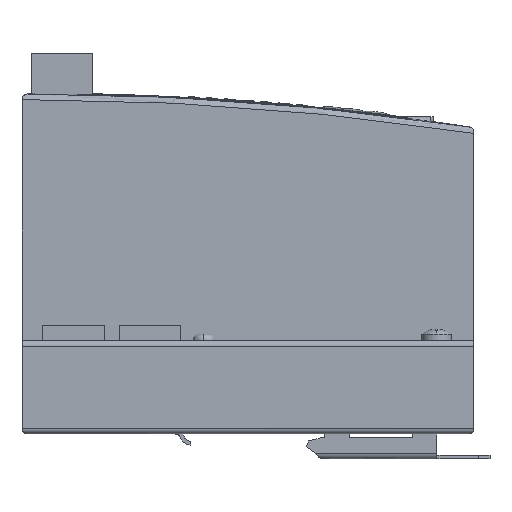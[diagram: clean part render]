
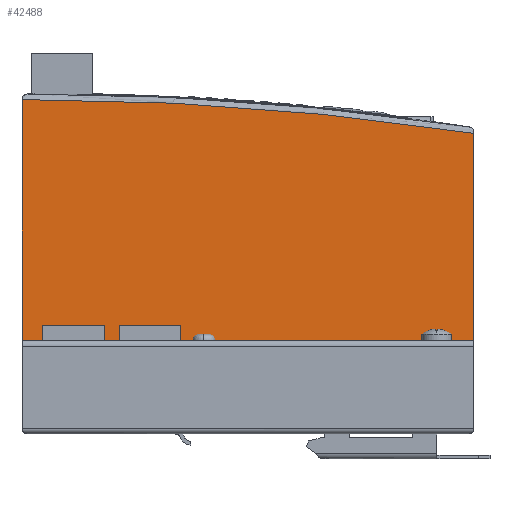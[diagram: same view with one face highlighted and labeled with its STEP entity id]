
A CAD part, left-side view. The second image highlights one B-rep face of the part: STEP entity #42488.
In plain terms, the highlighted planar face has unit normal (-1, 0, 0).
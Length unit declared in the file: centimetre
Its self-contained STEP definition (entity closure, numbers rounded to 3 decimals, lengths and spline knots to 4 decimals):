
#3047=PLANE('',#45232);
#5169=VECTOR('',#49916,1.);
#5172=VECTOR('',#49920,1.);
#5173=VECTOR('',#49923,1.);
#5174=VECTOR('',#49924,1.);
#5175=VECTOR('',#49925,1.);
#5176=VECTOR('',#49926,1.);
#9621=LINE('',#59600,#5169);
#9624=LINE('',#59606,#5172);
#9625=LINE('',#59610,#5173);
#9626=LINE('',#59612,#5174);
#9627=LINE('',#59614,#5175);
#9628=LINE('',#59616,#5176);
#14029=VERTEX_POINT('',#59595);
#14030=VERTEX_POINT('',#59597);
#14031=VERTEX_POINT('',#59601);
#14033=VERTEX_POINT('',#59607);
#14034=VERTEX_POINT('',#59609);
#14035=VERTEX_POINT('',#59611);
#14036=VERTEX_POINT('',#59613);
#14037=VERTEX_POINT('',#59615);
#14038=VERTEX_POINT('',#59617);
#14039=VERTEX_POINT('',#59618);
#17666=CIRCLE('',#45230,0.15);
#17667=CIRCLE('',#45233,79.85);
#17668=CIRCLE('',#45234,0.15);
#19573=EDGE_CURVE('',#14029,#14030,#17666,.T.);
#19575=EDGE_CURVE('',#14030,#14031,#9621,.T.);
#19578=EDGE_CURVE('',#14033,#14029,#9624,.T.);
#19579=EDGE_CURVE('',#14034,#14033,#17667,.T.);
#19580=EDGE_CURVE('',#14035,#14034,#9625,.T.);
#19581=EDGE_CURVE('',#14035,#14036,#9626,.T.);
#19582=EDGE_CURVE('',#14036,#14037,#9627,.T.);
#19583=EDGE_CURVE('',#14037,#14038,#9628,.T.);
#19584=EDGE_CURVE('',#14039,#14038,#9625,.T.);
#19585=EDGE_CURVE('',#14031,#14039,#17668,.T.);
#26994=ORIENTED_EDGE('',*,*,#19573,.F.);
#26995=ORIENTED_EDGE('',*,*,#19578,.F.);
#26996=ORIENTED_EDGE('',*,*,#19579,.F.);
#26997=ORIENTED_EDGE('',*,*,#19580,.F.);
#26998=ORIENTED_EDGE('',*,*,#19581,.T.);
#26999=ORIENTED_EDGE('',*,*,#19582,.T.);
#27000=ORIENTED_EDGE('',*,*,#19583,.T.);
#27001=ORIENTED_EDGE('',*,*,#19584,.F.);
#27002=ORIENTED_EDGE('',*,*,#19585,.F.);
#27003=ORIENTED_EDGE('',*,*,#19575,.F.);
#37433=EDGE_LOOP('',(#26994,#26995,#26996,#26997,#26998,#26999,#27000,#27001,
#27002,#27003));
#39974=FACE_BOUND('',#37433,.T.);
#42488=ADVANCED_FACE('',(#39974),#3047,.F.);
#45230=AXIS2_PLACEMENT_3D('',#59596,#49912,#49913);
#45232=AXIS2_PLACEMENT_3D('',#59605,#49919,$);
#45233=AXIS2_PLACEMENT_3D('',#59608,#49921,#49922);
#45234=AXIS2_PLACEMENT_3D('',#59619,#49927,#49928);
#49912=DIRECTION('',(1.,0.,0.));
#49913=DIRECTION('',(0.,-0.106,-0.106));
#49916=DIRECTION('',(0.,1.,0.));
#49919=DIRECTION('',(1.,0.,0.));
#49920=DIRECTION('',(0.,0.,-1.));
#49921=DIRECTION('',(1.,0.,0.));
#49922=DIRECTION('',(0.,-5.923,79.63));
#49923=DIRECTION('',(0.,0.,1.));
#49924=DIRECTION('',(0.,-1.,0.));
#49925=DIRECTION('',(0.,0.,-1.));
#49926=DIRECTION('',(0.,1.,0.));
#49927=DIRECTION('',(1.,0.,0.));
#49928=DIRECTION('',(0.,0.106,-0.106));
#59595=CARTESIAN_POINT('',(-2.9,-6.05,0.15));
#59596=CARTESIAN_POINT('',(-2.9,-5.9,0.15));
#59597=CARTESIAN_POINT('',(-2.9,-5.9,0.));
#59600=CARTESIAN_POINT('',(-2.9,-6.05,0.));
#59601=CARTESIAN_POINT('',(-2.9,5.9,0.));
#59605=CARTESIAN_POINT('',(-2.9,0.1281,4.3749));
#59606=CARTESIAN_POINT('',(-2.9,-6.05,8.2));
#59607=CARTESIAN_POINT('',(-2.9,-6.05,8.0483));
#59608=CARTESIAN_POINT('',(-2.9,5.9169,-70.8999));
#59609=CARTESIAN_POINT('',(-2.9,6.05,8.95));
#59610=CARTESIAN_POINT('',(-2.9,6.05,0.));
#59611=CARTESIAN_POINT('',(-2.9,6.05,1.135));
#59612=CARTESIAN_POINT('',(-2.9,3.089,1.135));
#59613=CARTESIAN_POINT('',(-2.9,5.55,1.135));
#59614=CARTESIAN_POINT('',(-2.9,5.55,2.6837));
#59615=CARTESIAN_POINT('',(-2.9,5.55,0.85));
#59616=CARTESIAN_POINT('',(-2.9,3.089,0.85));
#59617=CARTESIAN_POINT('',(-2.9,6.05,0.85));
#59618=CARTESIAN_POINT('',(-2.9,6.05,0.15));
#59619=CARTESIAN_POINT('',(-2.9,5.9,0.15));
